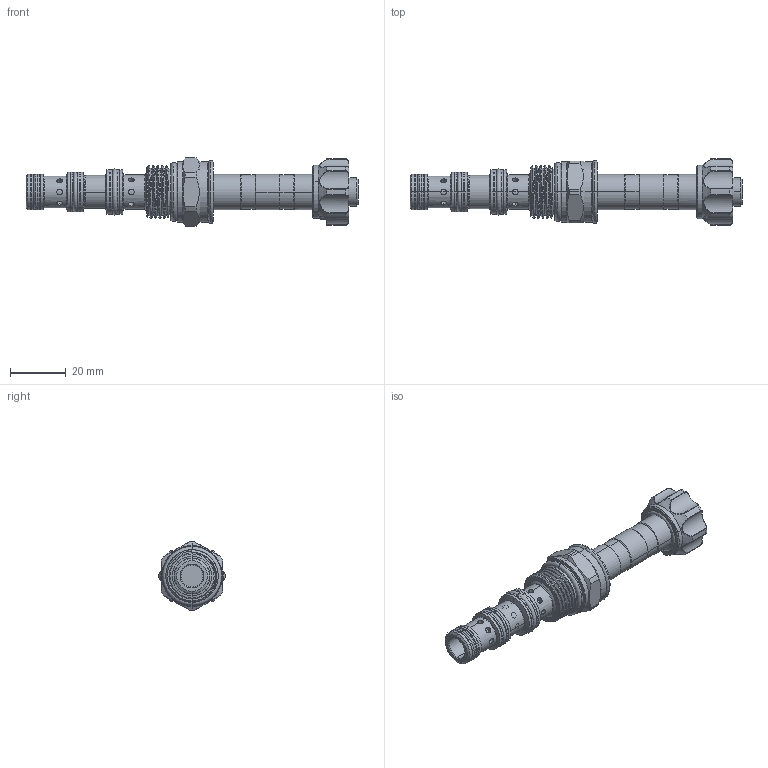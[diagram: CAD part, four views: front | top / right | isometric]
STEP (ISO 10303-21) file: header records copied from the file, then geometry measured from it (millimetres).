
FILE_DESCRIPTION (( 'STEP AP203' ), '1' );
FILE_NAME ('ES08W4A10M04-F.STEP', '2020-04-09T06:34:07', ( '' ), ( '' ), 'SwSTEP 2.0', 'SolidWorks 2018', '' );
FILE_SCHEMA (( 'CONFIG_CONTROL_DESIGN' ));
Length unit declared in the file: millimetre
Products named in the file (1): ES08W4A10M04-F
Bounding box: 119.4 x 23.79 x 24.65 mm (x, y, z)
Volume: 22379.4 mm3; surface area: 10970.1 mm2
Topology: 7 solids, 9 shells, 410 faces, 930 edges, 569 vertices
Faces by surface type: cylinder 213, torus 73, plane 44, cone 43, bspline 37
Entity records: 15706 total; most frequent: CARTESIAN_POINT 6774, ORIENTED_EDGE 1856, DIRECTION 1833, EDGE_CURVE 928, AXIS2_PLACEMENT_3D 792, VERTEX_POINT 569, EDGE_LOOP 459, CIRCLE 418
